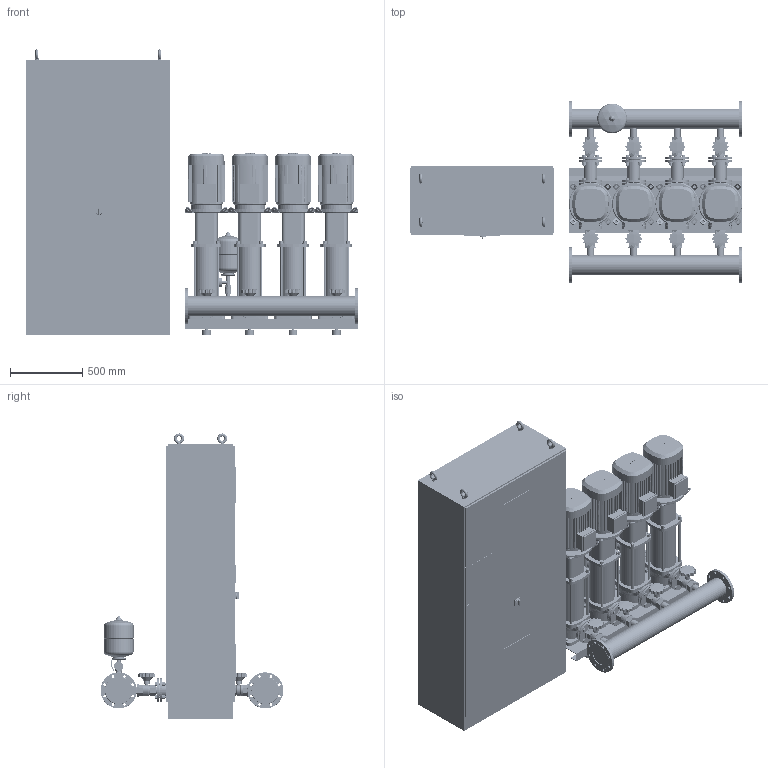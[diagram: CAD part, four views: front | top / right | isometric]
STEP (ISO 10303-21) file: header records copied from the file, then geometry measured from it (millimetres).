
FILE_DESCRIPTION((''),'2;1');
FILE_NAME('3d_SiBoostSmartFC4HELIXV2208-2540758.stp','2016-01-25T11:37:59',(''),(''),'Mechanical Desktop 2009','Mechanical Desktop 2009',', , ');
FILE_SCHEMA(('CONFIG_CONTROL_DESIGN'));
Length unit declared in the file: millimetre
Products named in the file (1): Product
Bounding box: 2300 x 1266 x 1975 mm (x, y, z)
Volume: 1135366190.1 mm3; surface area: 22042955.4 mm2
Topology: 225 solids, 225 shells, 6020 faces, 14946 edges, 9754 vertices
Faces by surface type: plane 2626, cylinder 1946, bspline 942, cone 360, torus 132, sphere 14
Entity records: 190774 total; most frequent: CARTESIAN_POINT 46247, DIRECTION 29964, ORIENTED_EDGE 29876, EDGE_CURVE 14938, AXIS2_PLACEMENT_3D 10699, VERTEX_POINT 9746, VECTOR 8566, LINE 8566
